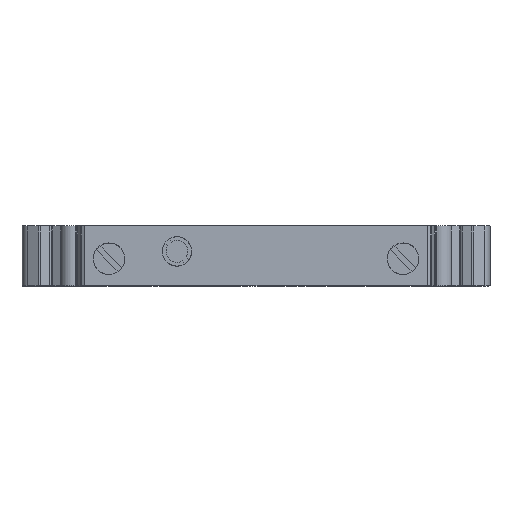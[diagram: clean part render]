
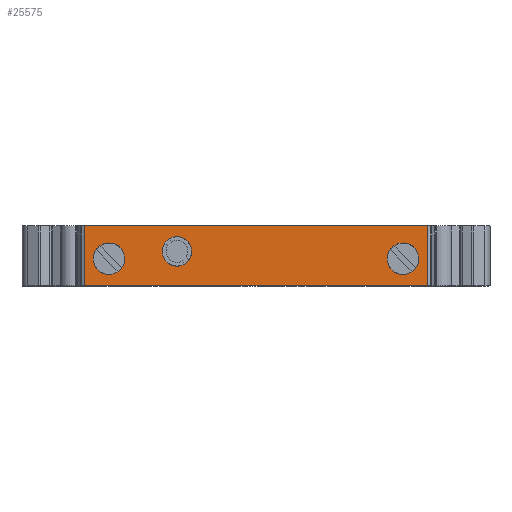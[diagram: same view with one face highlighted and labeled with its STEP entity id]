
A CAD part, top view. The second image highlights one B-rep face of the part: STEP entity #25575.
In plain terms, the highlighted planar face has unit normal (0, 0, 1).
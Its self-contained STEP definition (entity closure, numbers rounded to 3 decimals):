
#136 = FACE_BOUND ( 'NONE', #31339, .T. ) ;
#935 = ORIENTED_EDGE ( 'NONE', *, *, #14084, .F. ) ;
#1117 = EDGE_CURVE ( 'NONE', #4052, #3712, #4239, .T. ) ;
#1127 = CARTESIAN_POINT ( 'NONE',  ( 9.7, 4.95, 43.999 ) ) ;
#1490 = CARTESIAN_POINT ( 'NONE',  ( 14.15, 11., 43.999 ) ) ;
#2191 = DIRECTION ( 'NONE',  ( 0., -1., 0. ) ) ;
#2826 = ORIENTED_EDGE ( 'NONE', *, *, #20680, .T. ) ;
#3437 = PLANE ( 'NONE',  #17721 ) ;
#3571 = CIRCLE ( 'NONE', #29469, 2.9 ) ;
#3712 = VERTEX_POINT ( 'NONE', #27809 ) ;
#3798 = CARTESIAN_POINT ( 'NONE',  ( -31.9, 6.3, 43.999 ) ) ;
#4052 = VERTEX_POINT ( 'NONE', #8647 ) ;
#4239 = LINE ( 'NONE', #1490, #20284 ) ;
#4577 = CARTESIAN_POINT ( 'NONE',  ( -48.85, 11., 43.999 ) ) ;
#4580 = CARTESIAN_POINT ( 'NONE',  ( -48.85, 0., 43.999 ) ) ;
#4778 = CARTESIAN_POINT ( 'NONE',  ( -48.85, 11., 43.999 ) ) ;
#5547 = CARTESIAN_POINT ( 'NONE',  ( -48.85, 11., 43.999 ) ) ;
#6143 = EDGE_LOOP ( 'NONE', ( #31800, #935 ) ) ;
#6224 = DIRECTION ( 'NONE',  ( 0., 0., -1. ) ) ;
#6981 = VERTEX_POINT ( 'NONE', #8477 ) ;
#7475 = LINE ( 'NONE', #18218, #33653 ) ;
#7678 = CARTESIAN_POINT ( 'NONE',  ( -34.6, 6.3, 43.999 ) ) ;
#7855 = DIRECTION ( 'NONE',  ( 0., 0., 1. ) ) ;
#8477 = CARTESIAN_POINT ( 'NONE',  ( -47.3, 4.95, 43.999 ) ) ;
#8647 = CARTESIAN_POINT ( 'NONE',  ( 14.15, 11., 43.999 ) ) ;
#9272 = AXIS2_PLACEMENT_3D ( 'NONE', #21348, #29226, #23717 ) ;
#9446 = DIRECTION ( 'NONE',  ( 1., 0., 0. ) ) ;
#10286 = EDGE_CURVE ( 'NONE', #27120, #35273, #13647, .T. ) ;
#11599 = FACE_BOUND ( 'NONE', #6143, .T. ) ;
#11951 = ORIENTED_EDGE ( 'NONE', *, *, #32179, .F. ) ;
#12068 = VERTEX_POINT ( 'NONE', #16109 ) ;
#12149 = CARTESIAN_POINT ( 'NONE',  ( 0.4, 11., 43.999 ) ) ;
#12644 = EDGE_CURVE ( 'NONE', #14982, #6981, #34545, .T. ) ;
#12736 = LINE ( 'NONE', #4577, #31061 ) ;
#13271 = AXIS2_PLACEMENT_3D ( 'NONE', #1127, #34651, #9446 ) ;
#13647 = LINE ( 'NONE', #4778, #21365 ) ;
#13963 = DIRECTION ( 'NONE',  ( -1., 0., 0. ) ) ;
#14023 = ORIENTED_EDGE ( 'NONE', *, *, #19698, .T. ) ;
#14084 = EDGE_CURVE ( 'NONE', #34877, #12068, #34406, .T. ) ;
#14982 = VERTEX_POINT ( 'NONE', #36000 ) ;
#15273 = CARTESIAN_POINT ( 'NONE',  ( -31.9, 6.3, 43.999 ) ) ;
#15709 = DIRECTION ( 'NONE',  ( 0., -1., 0. ) ) ;
#16109 = CARTESIAN_POINT ( 'NONE',  ( 12.6, 4.95, 43.999 ) ) ;
#16945 = EDGE_CURVE ( 'NONE', #17972, #25870, #21191, .T. ) ;
#17721 = AXIS2_PLACEMENT_3D ( 'NONE', #12149, #6224, #31441 ) ;
#17972 = VERTEX_POINT ( 'NONE', #30419 ) ;
#18050 = ORIENTED_EDGE ( 'NONE', *, *, #16945, .T. ) ;
#18218 = CARTESIAN_POINT ( 'NONE',  ( 0.4, 0., 43.999 ) ) ;
#18689 = EDGE_LOOP ( 'NONE', ( #14023, #34730, #11951, #31006 ) ) ;
#19698 = EDGE_CURVE ( 'NONE', #35273, #3712, #7475, .T. ) ;
#20201 = ORIENTED_EDGE ( 'NONE', *, *, #12644, .F. ) ;
#20284 = VECTOR ( 'NONE', #15709, 1000. ) ;
#20637 = DIRECTION ( 'NONE',  ( -1., 0., 0. ) ) ;
#20680 = EDGE_CURVE ( 'NONE', #25870, #17972, #34975, .T. ) ;
#21191 = CIRCLE ( 'NONE', #34674, 2.7 ) ;
#21348 = CARTESIAN_POINT ( 'NONE',  ( -44.4, 4.95, 43.999 ) ) ;
#21365 = VECTOR ( 'NONE', #2191, 1000. ) ;
#23717 = DIRECTION ( 'NONE',  ( 1., 0., 0. ) ) ;
#24109 = AXIS2_PLACEMENT_3D ( 'NONE', #24418, #7855, #24960 ) ;
#24418 = CARTESIAN_POINT ( 'NONE',  ( 9.7, 4.95, 43.999 ) ) ;
#24960 = DIRECTION ( 'NONE',  ( 1., 0., 0. ) ) ;
#25575 = ADVANCED_FACE ( 'NONE', ( #28854, #11599, #28301, #136 ), #3437, .F. ) ;
#25870 = VERTEX_POINT ( 'NONE', #7678 ) ;
#25987 = DIRECTION ( 'NONE',  ( 1., 0., 0. ) ) ;
#26699 = DIRECTION ( 'NONE',  ( 0., 0., 1. ) ) ;
#27005 = DIRECTION ( 'NONE',  ( 1., 0., 0. ) ) ;
#27120 = VERTEX_POINT ( 'NONE', #5547 ) ;
#27222 = EDGE_CURVE ( 'NONE', #6981, #14982, #3571, .T. ) ;
#27809 = CARTESIAN_POINT ( 'NONE',  ( 14.15, 0., 43.999 ) ) ;
#27893 = AXIS2_PLACEMENT_3D ( 'NONE', #3798, #36386, #13963 ) ;
#28301 = FACE_BOUND ( 'NONE', #33268, .T. ) ;
#28854 = FACE_OUTER_BOUND ( 'NONE', #18689, .T. ) ;
#29019 = DIRECTION ( 'NONE',  ( 0., 0., -1. ) ) ;
#29226 = DIRECTION ( 'NONE',  ( 0., 0., 1. ) ) ;
#29469 = AXIS2_PLACEMENT_3D ( 'NONE', #32053, #26699, #25987 ) ;
#29488 = CARTESIAN_POINT ( 'NONE',  ( 6.8, 4.95, 43.999 ) ) ;
#29973 = DIRECTION ( 'NONE',  ( 1., 0., 0. ) ) ;
#30419 = CARTESIAN_POINT ( 'NONE',  ( -29.2, 6.3, 43.999 ) ) ;
#31006 = ORIENTED_EDGE ( 'NONE', *, *, #10286, .T. ) ;
#31061 = VECTOR ( 'NONE', #29973, 1000. ) ;
#31339 = EDGE_LOOP ( 'NONE', ( #18050, #2826 ) ) ;
#31441 = DIRECTION ( 'NONE',  ( 0., -1., 0. ) ) ;
#31800 = ORIENTED_EDGE ( 'NONE', *, *, #33413, .F. ) ;
#32053 = CARTESIAN_POINT ( 'NONE',  ( -44.4, 4.95, 43.999 ) ) ;
#32179 = EDGE_CURVE ( 'NONE', #27120, #4052, #12736, .T. ) ;
#33268 = EDGE_LOOP ( 'NONE', ( #20201, #35135 ) ) ;
#33413 = EDGE_CURVE ( 'NONE', #12068, #34877, #35843, .T. ) ;
#33653 = VECTOR ( 'NONE', #27005, 1000. ) ;
#34406 = CIRCLE ( 'NONE', #13271, 2.9 ) ;
#34545 = CIRCLE ( 'NONE', #9272, 2.9 ) ;
#34651 = DIRECTION ( 'NONE',  ( 0., 0., 1. ) ) ;
#34674 = AXIS2_PLACEMENT_3D ( 'NONE', #15273, #29019, #20637 ) ;
#34730 = ORIENTED_EDGE ( 'NONE', *, *, #1117, .F. ) ;
#34877 = VERTEX_POINT ( 'NONE', #29488 ) ;
#34975 = CIRCLE ( 'NONE', #27893, 2.7 ) ;
#35135 = ORIENTED_EDGE ( 'NONE', *, *, #27222, .F. ) ;
#35273 = VERTEX_POINT ( 'NONE', #4580 ) ;
#35843 = CIRCLE ( 'NONE', #24109, 2.9 ) ;
#36000 = CARTESIAN_POINT ( 'NONE',  ( -41.5, 4.95, 43.999 ) ) ;
#36386 = DIRECTION ( 'NONE',  ( 0., 0., -1. ) ) ;
